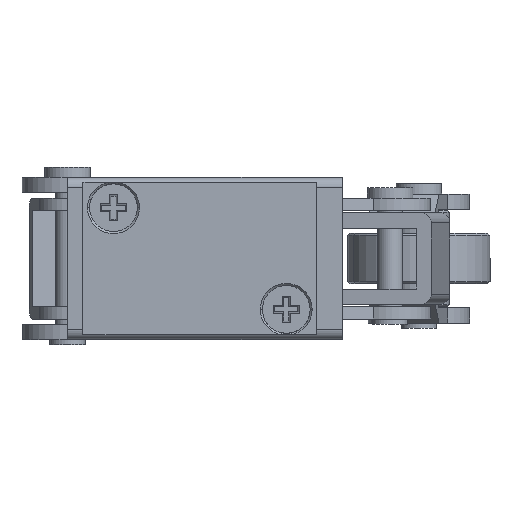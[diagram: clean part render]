
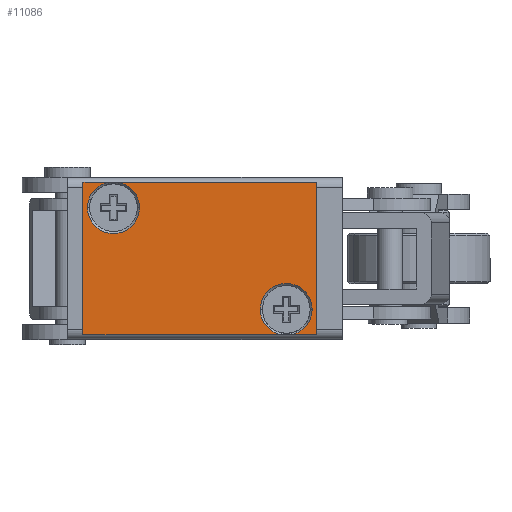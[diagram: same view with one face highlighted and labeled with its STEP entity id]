
A CAD part, front view. The second image highlights one B-rep face of the part: STEP entity #11086.
In plain terms, the highlighted planar face has unit normal (0, -1, 0).
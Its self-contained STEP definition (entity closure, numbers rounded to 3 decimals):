
#67 = CARTESIAN_POINT ( 'NONE',  ( -7.5, 0., 11.5 ) ) ;
#68 = DIRECTION ( 'NONE',  ( 1., 0., 0. ) ) ;
#79 = CARTESIAN_POINT ( 'NONE',  ( -5., 0., -8.5 ) ) ;
#93 = CARTESIAN_POINT ( 'NONE',  ( -7.5, 0., -11.5 ) ) ;
#97 = DIRECTION ( 'NONE',  ( 0., 0., 1. ) ) ;
#102 = DIRECTION ( 'NONE',  ( 0., -1., 0. ) ) ;
#122 = DIRECTION ( 'NONE',  ( 0., 0., -1. ) ) ;
#139 = DIRECTION ( 'NONE',  ( 0., 0., 1. ) ) ;
#157 = DIRECTION ( 'NONE',  ( -1., 0., 0. ) ) ;
#160 = CARTESIAN_POINT ( 'NONE',  ( 7.5, 0., -11.5 ) ) ;
#164 = CARTESIAN_POINT ( 'NONE',  ( -7.5, 0., -11.5 ) ) ;
#167 = CARTESIAN_POINT ( 'NONE',  ( -7.5, 0., -11.5 ) ) ;
#171 = DIRECTION ( 'NONE',  ( 0., 0., -1. ) ) ;
#188 = CARTESIAN_POINT ( 'NONE',  ( -5., 0., -8.5 ) ) ;
#205 = DIRECTION ( 'NONE',  ( 0., 0., -1. ) ) ;
#216 = DIRECTION ( 'NONE',  ( 0., -1., 0. ) ) ;
#267 = CARTESIAN_POINT ( 'NONE',  ( 5., 0., 8.5 ) ) ;
#274 = CARTESIAN_POINT ( 'NONE',  ( -5., 0., -8.5 ) ) ;
#292 = DIRECTION ( 'NONE',  ( 0., 0., -1. ) ) ;
#293 = DIRECTION ( 'NONE',  ( 0., -1., 0. ) ) ;
#305 = CARTESIAN_POINT ( 'NONE',  ( 7.5, 0., -11.5 ) ) ;
#306 = DIRECTION ( 'NONE',  ( 0., 0., -1. ) ) ;
#313 = DIRECTION ( 'NONE',  ( 0., 0., -1. ) ) ;
#324 = CARTESIAN_POINT ( 'NONE',  ( 5., 0., 8.5 ) ) ;
#341 = DIRECTION ( 'NONE',  ( 0., -1., 0. ) ) ;
#342 = DIRECTION ( 'NONE',  ( 0., 0., -1. ) ) ;
#346 = DIRECTION ( 'NONE',  ( 0., -1., 0. ) ) ;
#481 = DIRECTION ( 'NONE',  ( 0., -1., 0. ) ) ;
#486 = CARTESIAN_POINT ( 'NONE',  ( 5., 0., 8.5 ) ) ;
#488 = DIRECTION ( 'NONE',  ( 0., 0., -1. ) ) ;
#732 = CARTESIAN_POINT ( 'NONE',  ( 7.5, 0., 7.998 ) ) ;
#758 = CARTESIAN_POINT ( 'NONE',  ( 7.5, 0., -11.5 ) ) ;
#1553 = VERTEX_POINT ( 'NONE', #7142 ) ;
#1560 = VERTEX_POINT ( 'NONE', #7139 ) ;
#1571 = VERTEX_POINT ( 'NONE', #7135 ) ;
#1575 = VERTEX_POINT ( 'NONE', #7146 ) ;
#1580 = VERTEX_POINT ( 'NONE', #7153 ) ;
#1584 = VERTEX_POINT ( 'NONE', #7123 ) ;
#1586 = VERTEX_POINT ( 'NONE', #7117 ) ;
#1660 = VERTEX_POINT ( 'NONE', #758 ) ;
#1661 = VERTEX_POINT ( 'NONE', #732 ) ;
#2044 = CARTESIAN_POINT ( 'NONE',  ( -7.5, 0., 11.5 ) ) ;
#2055 = DIRECTION ( 'NONE',  ( 0., 1., 0. ) ) ;
#2069 = DIRECTION ( 'NONE',  ( 0., 0., 1. ) ) ;
#2079 = PLANE ( 'NONE',  #5005 ) ;
#3808 = VECTOR ( 'NONE', #68, 1000. ) ;
#3811 = CIRCLE ( 'NONE', #5305, 2.55 ) ;
#3838 = LINE ( 'NONE', #67, #3808 ) ;
#3849 = VECTOR ( 'NONE', #97, 1000. ) ;
#3852 = LINE ( 'NONE', #167, #3866 ) ;
#3862 = LINE ( 'NONE', #164, #3863 ) ;
#3863 = VECTOR ( 'NONE', #139, 1000. ) ;
#3866 = VECTOR ( 'NONE', #157, 1000. ) ;
#3878 = LINE ( 'NONE', #93, #3849 ) ;
#3883 = VECTOR ( 'NONE', #171, 1000. ) ;
#3893 = LINE ( 'NONE', #160, #3883 ) ;
#3932 = CIRCLE ( 'NONE', #5343, 2.55 ) ;
#3974 = VECTOR ( 'NONE', #306, 1000. ) ;
#3975 = CIRCLE ( 'NONE', #5361, 2.55 ) ;
#3983 = LINE ( 'NONE', #305, #3974 ) ;
#3998 = CIRCLE ( 'NONE', #5388, 2.55 ) ;
#4002 = CIRCLE ( 'NONE', #5390, 2.55 ) ;
#4102 = CIRCLE ( 'NONE', #5372, 2.55 ) ;
#5005 = AXIS2_PLACEMENT_3D ( 'NONE', #2044, #2055, #2069 ) ;
#5305 = AXIS2_PLACEMENT_3D ( 'NONE', #79, #102, #122 ) ;
#5343 = AXIS2_PLACEMENT_3D ( 'NONE', #188, #216, #205 ) ;
#5361 = AXIS2_PLACEMENT_3D ( 'NONE', #267, #346, #313 ) ;
#5372 = AXIS2_PLACEMENT_3D ( 'NONE', #486, #481, #488 ) ;
#5388 = AXIS2_PLACEMENT_3D ( 'NONE', #274, #293, #292 ) ;
#5390 = AXIS2_PLACEMENT_3D ( 'NONE', #324, #341, #342 ) ;
#5736 = VERTEX_POINT ( 'NONE', #10442 ) ;
#5757 = VERTEX_POINT ( 'NONE', #10441 ) ;
#5762 = VERTEX_POINT ( 'NONE', #10464 ) ;
#6847 = EDGE_LOOP ( 'NONE', ( #8814, #8834, #8819, #8811, #8839, #8807, #8799, #8778, #8828, #8776, #8793, #8817 ) ) ;
#7117 = CARTESIAN_POINT ( 'NONE',  ( 5., 0., 11.05 ) ) ;
#7123 = CARTESIAN_POINT ( 'NONE',  ( 7.5, 0., 11.5 ) ) ;
#7135 = CARTESIAN_POINT ( 'NONE',  ( -7.5, 0., 11.5 ) ) ;
#7139 = CARTESIAN_POINT ( 'NONE',  ( 5., 0., 5.95 ) ) ;
#7142 = CARTESIAN_POINT ( 'NONE',  ( -7.5, 0., -11.5 ) ) ;
#7146 = CARTESIAN_POINT ( 'NONE',  ( 7.5, 0., 9.002 ) ) ;
#7153 = CARTESIAN_POINT ( 'NONE',  ( -7.5, 0., -9.002 ) ) ;
#8776 = ORIENTED_EDGE ( 'NONE', *, *, #11608, .F. ) ;
#8778 = ORIENTED_EDGE ( 'NONE', *, *, #11620, .F. ) ;
#8793 = ORIENTED_EDGE ( 'NONE', *, *, #11600, .F. ) ;
#8799 = ORIENTED_EDGE ( 'NONE', *, *, #11543, .F. ) ;
#8807 = ORIENTED_EDGE ( 'NONE', *, *, #11538, .F. ) ;
#8811 = ORIENTED_EDGE ( 'NONE', *, *, #11514, .F. ) ;
#8814 = ORIENTED_EDGE ( 'NONE', *, *, #11530, .F. ) ;
#8817 = ORIENTED_EDGE ( 'NONE', *, *, #11513, .F. ) ;
#8819 = ORIENTED_EDGE ( 'NONE', *, *, #11562, .F. ) ;
#8828 = ORIENTED_EDGE ( 'NONE', *, *, #11665, .F. ) ;
#8834 = ORIENTED_EDGE ( 'NONE', *, *, #11595, .F. ) ;
#8839 = ORIENTED_EDGE ( 'NONE', *, *, #11535, .F. ) ;
#9561 = FACE_OUTER_BOUND ( 'NONE', #6847, .T. ) ;
#10441 = CARTESIAN_POINT ( 'NONE',  ( -7.5, 0., -7.998 ) ) ;
#10442 = CARTESIAN_POINT ( 'NONE',  ( -5., 0., -11.05 ) ) ;
#10464 = CARTESIAN_POINT ( 'NONE',  ( -5., 0., -5.95 ) ) ;
#11086 = ADVANCED_FACE ( 'NONE', ( #9561 ), #2079, .F. ) ;
#11513 = EDGE_CURVE ( 'NONE', #1571, #1584, #3838, .T. ) ;
#11514 = EDGE_CURVE ( 'NONE', #1580, #5736, #3811, .T. ) ;
#11530 = EDGE_CURVE ( 'NONE', #5757, #1571, #3878, .T. ) ;
#11535 = EDGE_CURVE ( 'NONE', #1553, #1580, #3862, .T. ) ;
#11538 = EDGE_CURVE ( 'NONE', #1660, #1553, #3852, .T. ) ;
#11543 = EDGE_CURVE ( 'NONE', #1661, #1660, #3893, .T. ) ;
#11562 = EDGE_CURVE ( 'NONE', #5736, #5762, #3932, .T. ) ;
#11595 = EDGE_CURVE ( 'NONE', #5762, #5757, #3998, .T. ) ;
#11600 = EDGE_CURVE ( 'NONE', #1584, #1575, #3983, .T. ) ;
#11608 = EDGE_CURVE ( 'NONE', #1575, #1586, #3975, .T. ) ;
#11620 = EDGE_CURVE ( 'NONE', #1560, #1661, #4002, .T. ) ;
#11665 = EDGE_CURVE ( 'NONE', #1586, #1560, #4102, .T. ) ;
